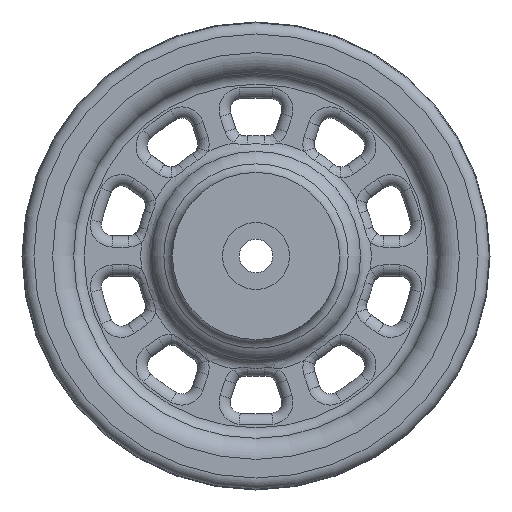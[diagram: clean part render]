
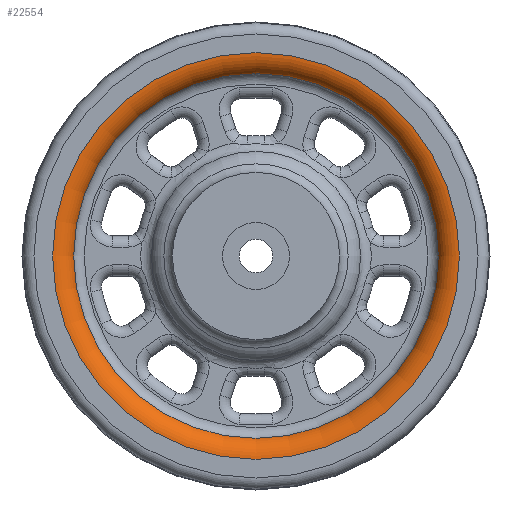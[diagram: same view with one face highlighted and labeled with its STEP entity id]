
A CAD part, left-side view. The second image highlights one B-rep face of the part: STEP entity #22554.
In plain terms, the highlighted toroidal (fillet/blend) face has major radius 18.25 mm and minor radius 2 mm.
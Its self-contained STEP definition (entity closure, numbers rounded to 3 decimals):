
#1519=TOROIDAL_SURFACE('',#24667,18.25,2.);
#2623=FACE_OUTER_BOUND('',#4029,.T.);
#4029=EDGE_LOOP('',(#18099,#18100,#18101,#18102));
#8339=CIRCLE('',#24666,16.364);
#8340=CIRCLE('',#24668,18.25);
#8341=CIRCLE('',#24669,2.);
#10461=VERTEX_POINT('',#45356);
#10462=VERTEX_POINT('',#45360);
#13283=EDGE_CURVE('',#10461,#10461,#8339,.T.);
#13284=EDGE_CURVE('',#10462,#10462,#8340,.T.);
#13285=EDGE_CURVE('',#10462,#10461,#8341,.T.);
#18099=ORIENTED_EDGE('',*,*,#13284,.T.);
#18100=ORIENTED_EDGE('',*,*,#13285,.T.);
#18101=ORIENTED_EDGE('',*,*,#13283,.F.);
#18102=ORIENTED_EDGE('',*,*,#13285,.F.);
#22554=ADVANCED_FACE('',(#2623),#1519,.T.);
#24666=AXIS2_PLACEMENT_3D('',#45358,#29208,#29209);
#24667=AXIS2_PLACEMENT_3D('',#45359,#29210,#29211);
#24668=AXIS2_PLACEMENT_3D('',#45361,#29212,#29213);
#24669=AXIS2_PLACEMENT_3D('',#45362,#29214,#29215);
#29208=DIRECTION('center_axis',(-1.,0.,0.));
#29209=DIRECTION('ref_axis',(0.,-1.,0.));
#29210=DIRECTION('center_axis',(1.,0.,0.));
#29211=DIRECTION('ref_axis',(0.,0.,-1.));
#29212=DIRECTION('center_axis',(-1.,0.,0.));
#29213=DIRECTION('ref_axis',(0.,-1.,0.));
#29214=DIRECTION('center_axis',(0.,-1.,0.));
#29215=DIRECTION('ref_axis',(0.,0.,1.));
#45356=CARTESIAN_POINT('',(-24.98,-646.504,212.48));
#45358=CARTESIAN_POINT('Origin',(-24.98,-646.504,196.116));
#45359=CARTESIAN_POINT('Origin',(-24.314,-646.504,196.116));
#45360=CARTESIAN_POINT('',(-26.314,-646.504,214.366));
#45361=CARTESIAN_POINT('Origin',(-26.314,-646.504,196.116));
#45362=CARTESIAN_POINT('Origin',(-24.314,-646.504,214.366));
